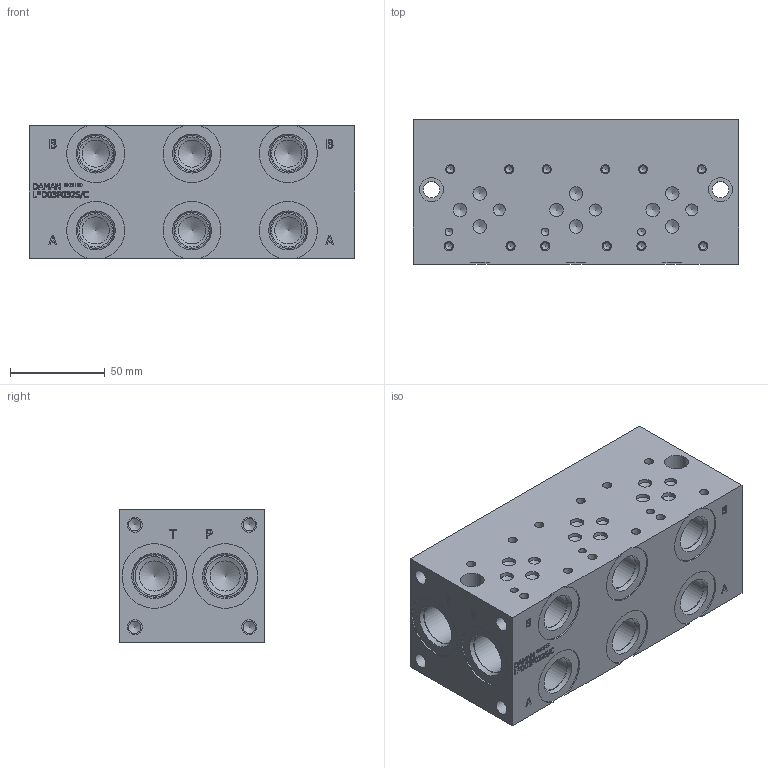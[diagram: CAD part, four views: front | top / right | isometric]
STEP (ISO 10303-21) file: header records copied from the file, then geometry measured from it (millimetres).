
FILE_DESCRIPTION(/* description */ (''),/* implementation_level */ '2;1');
FILE_NAME(/* name */ 'L_D03P032S_C.stp',/* time_stamp */ '2022-10-27T15:50:10-04:00',/* author */ ('mikeh'),/* organization */ (''),/* preprocessor_version */ 'ST-DEVELOPER v18',/* originating_system */ 'Autodesk Inventor 2020',/* authorisation */ '');
FILE_SCHEMA (('AUTOMOTIVE_DESIGN { 1 0 10303 214 3 1 1 }'));
Length unit declared in the file: millimetre
Products named in the file (1): Part_LAD03P032S_C_3D
Bounding box: 171.45 x 76.2 x 69.85 mm (x, y, z)
Volume: 799201.6 mm3; surface area: 88819.5 mm2
Topology: 1 solids, 1 shells, 731 faces, 2017 edges, 1370 vertices
Faces by surface type: plane 363, bspline 173, cylinder 115, cone 80
Full cylindrical faces by diameter (mm): 3.785 x12, 3.962 x3, 4.826 x12, 6.35 x3, 6.528 x8, 7.137 x9, 7.925 x8, 8.738 x2, 12.7 x2, 13.487 x1, 14.3 x6, 15.875 x4, 15.9 x1, 17.501 x6, 19.05 x6, 19.253 x6, 20.447 x4, 20.62 x1, 22.23 x5, 22.54 x1, 22.555 x4, 30.16 x1, 34.138 x4
Entity records: 24630 total; most frequent: CARTESIAN_POINT 6322, ORIENTED_EDGE 3942, DIRECTION 3163, EDGE_CURVE 1971, VERTEX_POINT 1370, LINE 1205, VECTOR 1205, AXIS2_PLACEMENT_3D 979
